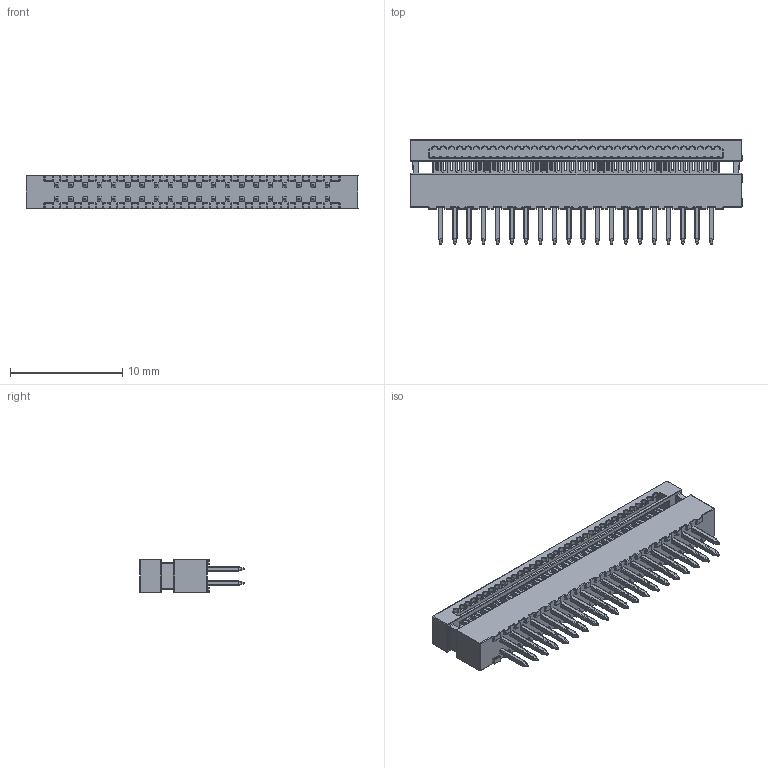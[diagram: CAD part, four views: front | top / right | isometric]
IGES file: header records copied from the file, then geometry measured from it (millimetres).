
Start section: SolidWorks IGES file using analytic representation for surfaces
Global section: file name: M50-3802042.IGS; native system: SolidWorks 2014; preprocessor: SolidWorks 2014; author: susan_ahlfs; date: 180201.130450; units: millimetre
Bounding box: 29.6 x 9.3 x 3 mm (x, y, z)
Surface area: 1135 mm2 (no closed solid volume)
Topology: 0 solids, 0 shells, 5236 faces, 27098 edges, 26122 vertices
Faces by surface type: revolution 3358, bspline 1878
